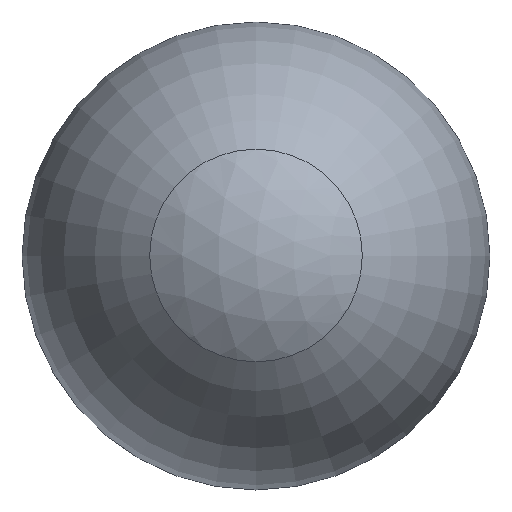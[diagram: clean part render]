
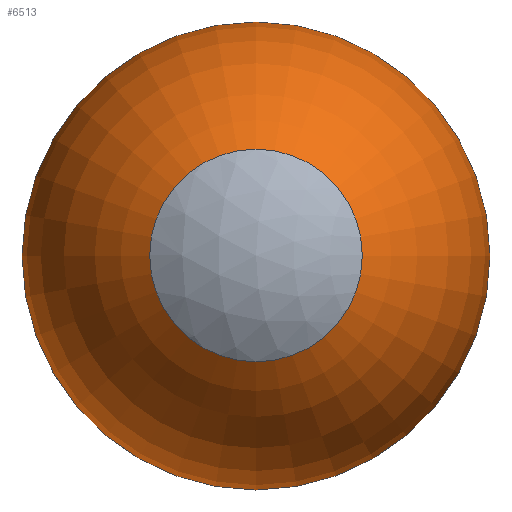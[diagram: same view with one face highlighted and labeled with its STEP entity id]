
A CAD part, top view. The second image highlights one B-rep face of the part: STEP entity #6513.
In plain terms, the highlighted toroidal (fillet/blend) face has major radius 12 mm and minor radius 45 mm.
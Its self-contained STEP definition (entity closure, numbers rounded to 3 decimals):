
#215 = EDGE_CURVE ( 'NONE', #1438, #1438, #4070, .T. ) ;
#240 = DIRECTION ( 'NONE',  ( 0., 0., -1. ) ) ;
#398 = EDGE_CURVE ( 'NONE', #931, #931, #4371, .T. ) ;
#875 = EDGE_LOOP ( 'NONE', ( #2450 ) ) ;
#931 = VERTEX_POINT ( 'NONE', #2175 ) ;
#1035 = DIRECTION ( 'NONE',  ( 0., -1., 0. ) ) ;
#1060 = FACE_OUTER_BOUND ( 'NONE', #2379, .T. ) ;
#1438 = VERTEX_POINT ( 'NONE', #8086 ) ;
#1629 = ORIENTED_EDGE ( 'NONE', *, *, #398, .T. ) ;
#1743 = CARTESIAN_POINT ( 'NONE',  ( 0., 0., 9.5 ) ) ;
#1873 = FACE_OUTER_BOUND ( 'NONE', #875, .T. ) ;
#1889 = CARTESIAN_POINT ( 'NONE',  ( 0., 0., 9.5 ) ) ;
#2175 = CARTESIAN_POINT ( 'NONE',  ( 0., 15., 45.5 ) ) ;
#2379 = EDGE_LOOP ( 'NONE', ( #1629 ) ) ;
#2397 = DIRECTION ( 'NONE',  ( 0., 0., -1. ) ) ;
#2450 = ORIENTED_EDGE ( 'NONE', *, *, #215, .T. ) ;
#3883 = TOROIDAL_SURFACE ( 'NONE', #4981, -12., 45. ) ;
#4070 = CIRCLE ( 'NONE', #6974, 33. ) ;
#4081 = AXIS2_PLACEMENT_3D ( 'NONE', #4087, #240, #7411 ) ;
#4087 = CARTESIAN_POINT ( 'NONE',  ( 0., 0., 45.5 ) ) ;
#4371 = CIRCLE ( 'NONE', #4081, 15. ) ;
#4981 = AXIS2_PLACEMENT_3D ( 'NONE', #1743, #2397, #5640 ) ;
#5640 = DIRECTION ( 'NONE',  ( 0., 1., 0. ) ) ;
#6513 = ADVANCED_FACE ( 'NONE', ( #1873, #1060 ), #3883, .T. ) ;
#6974 = AXIS2_PLACEMENT_3D ( 'NONE', #1889, #7793, #1035 ) ;
#7411 = DIRECTION ( 'NONE',  ( 0., 1., 0. ) ) ;
#7793 = DIRECTION ( 'NONE',  ( 0., 0., 1. ) ) ;
#8086 = CARTESIAN_POINT ( 'NONE',  ( 0., -33., 9.5 ) ) ;
